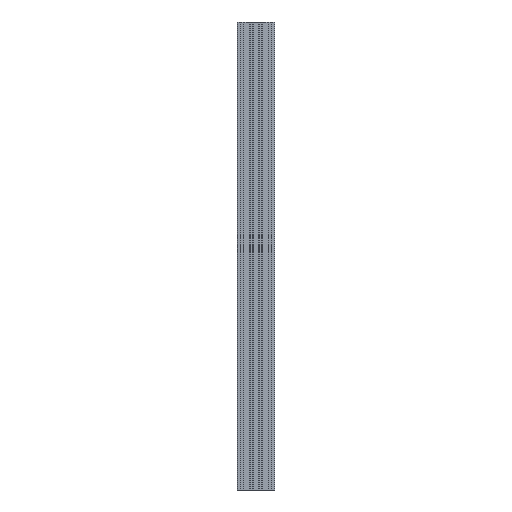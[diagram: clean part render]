
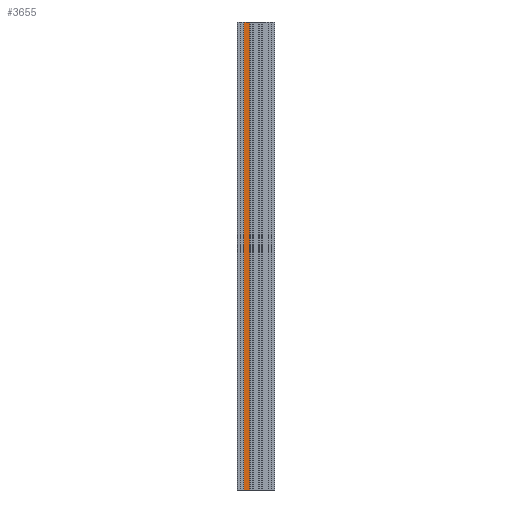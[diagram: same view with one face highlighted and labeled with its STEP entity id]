
A CAD part, front view. The second image highlights one B-rep face of the part: STEP entity #3655.
In plain terms, the highlighted planar face has unit normal (0, -1, 0).
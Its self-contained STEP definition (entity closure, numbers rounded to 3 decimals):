
#52 = CARTESIAN_POINT ( 'NONE',  ( -23.6, -10., 0. ) ) ;
#256 = AXIS2_PLACEMENT_3D ( 'NONE', #6027, #1888, #4228 ) ;
#727 = EDGE_CURVE ( 'NONE', #4455, #5419, #1807, .T. ) ;
#926 = LINE ( 'NONE', #7361, #2369 ) ;
#931 = ORIENTED_EDGE ( 'NONE', *, *, #7168, .T. ) ;
#1234 = VERTEX_POINT ( 'NONE', #7290 ) ;
#1609 = DIRECTION ( 'NONE',  ( 1., 0., 0. ) ) ;
#1628 = CARTESIAN_POINT ( 'NONE',  ( -36.4, -10., 0. ) ) ;
#1779 = ORIENTED_EDGE ( 'NONE', *, *, #2941, .F. ) ;
#1807 = LINE ( 'NONE', #4115, #5815 ) ;
#1848 = VERTEX_POINT ( 'NONE', #2572 ) ;
#1888 = DIRECTION ( 'NONE',  ( 0., 1., 0. ) ) ;
#2171 = DIRECTION ( 'NONE',  ( 0., 0., -1. ) ) ;
#2353 = LINE ( 'NONE', #6942, #5756 ) ;
#2369 = VECTOR ( 'NONE', #2171, 1000. ) ;
#2572 = CARTESIAN_POINT ( 'NONE',  ( -36.4, -10., 1000. ) ) ;
#2861 = ORIENTED_EDGE ( 'NONE', *, *, #727, .T. ) ;
#2941 = EDGE_CURVE ( 'NONE', #1848, #1234, #7403, .T. ) ;
#3493 = DIRECTION ( 'NONE',  ( 0., 0., -1. ) ) ;
#3655 = ADVANCED_FACE ( 'NONE', ( #5915 ), #3713, .F. ) ;
#3713 = PLANE ( 'NONE',  #256 ) ;
#4115 = CARTESIAN_POINT ( 'NONE',  ( -23.6, -10., 0. ) ) ;
#4228 = DIRECTION ( 'NONE',  ( 0., 0., 1. ) ) ;
#4455 = VERTEX_POINT ( 'NONE', #1628 ) ;
#4643 = ORIENTED_EDGE ( 'NONE', *, *, #6737, .F. ) ;
#4841 = VECTOR ( 'NONE', #1609, 1000. ) ;
#5127 = EDGE_LOOP ( 'NONE', ( #2861, #4643, #1779, #931 ) ) ;
#5419 = VERTEX_POINT ( 'NONE', #52 ) ;
#5756 = VECTOR ( 'NONE', #3493, 1000. ) ;
#5815 = VECTOR ( 'NONE', #6438, 1000. ) ;
#5915 = FACE_OUTER_BOUND ( 'NONE', #5127, .T. ) ;
#6027 = CARTESIAN_POINT ( 'NONE',  ( -23.6, -10., 1000. ) ) ;
#6438 = DIRECTION ( 'NONE',  ( 1., 0., 0. ) ) ;
#6737 = EDGE_CURVE ( 'NONE', #1234, #5419, #2353, .T. ) ;
#6803 = CARTESIAN_POINT ( 'NONE',  ( -23.6, -10., 1000. ) ) ;
#6942 = CARTESIAN_POINT ( 'NONE',  ( -23.6, -10., 1000. ) ) ;
#7168 = EDGE_CURVE ( 'NONE', #1848, #4455, #926, .T. ) ;
#7290 = CARTESIAN_POINT ( 'NONE',  ( -23.6, -10., 1000. ) ) ;
#7361 = CARTESIAN_POINT ( 'NONE',  ( -36.4, -10., 1000. ) ) ;
#7403 = LINE ( 'NONE', #6803, #4841 ) ;
